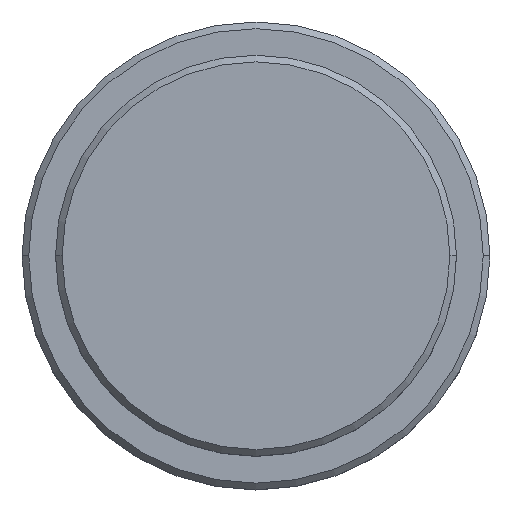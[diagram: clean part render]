
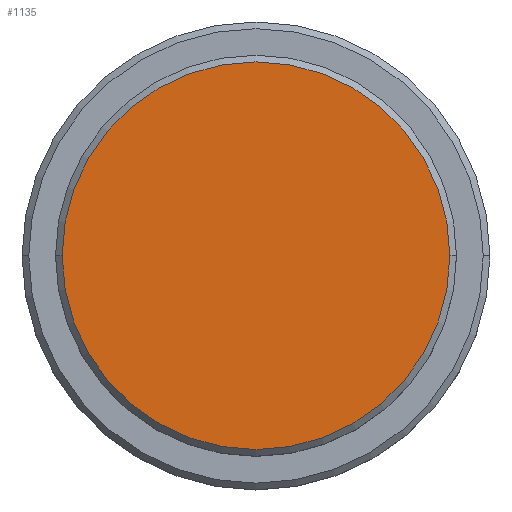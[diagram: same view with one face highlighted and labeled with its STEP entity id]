
A CAD part, top view. The second image highlights one B-rep face of the part: STEP entity #1135.
In plain terms, the highlighted planar face has unit normal (0, 0, 1).
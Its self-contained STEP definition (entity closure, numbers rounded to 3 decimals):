
#27 = PLANE ( 'NONE',  #271 ) ;
#42 = CIRCLE ( 'NONE', #289, 14.5 ) ;
#154 = AXIS2_PLACEMENT_3D ( 'NONE', #1205, #1317, #1129 ) ;
#228 = EDGE_CURVE ( 'NONE', #1347, #1221, #836, .T. ) ;
#271 = AXIS2_PLACEMENT_3D ( 'NONE', #326, #463, #320 ) ;
#289 = AXIS2_PLACEMENT_3D ( 'NONE', #772, #986, #450 ) ;
#320 = DIRECTION ( 'NONE',  ( 1., 0., 0. ) ) ;
#325 = EDGE_LOOP ( 'NONE', ( #684, #1090 ) ) ;
#326 = CARTESIAN_POINT ( 'NONE',  ( 0., 0., 0. ) ) ;
#450 = DIRECTION ( 'NONE',  ( 1., 0., 0. ) ) ;
#463 = DIRECTION ( 'NONE',  ( 0., 0., 1. ) ) ;
#623 = EDGE_CURVE ( 'NONE', #1221, #1347, #42, .T. ) ;
#684 = ORIENTED_EDGE ( 'NONE', *, *, #228, .T. ) ;
#716 = CARTESIAN_POINT ( 'NONE',  ( -14.5, 0., 0. ) ) ;
#772 = CARTESIAN_POINT ( 'NONE',  ( 0., 0., 0. ) ) ;
#836 = CIRCLE ( 'NONE', #154, 14.5 ) ;
#986 = DIRECTION ( 'NONE',  ( 0., 0., 1. ) ) ;
#1090 = ORIENTED_EDGE ( 'NONE', *, *, #623, .T. ) ;
#1129 = DIRECTION ( 'NONE',  ( 1., 0., 0. ) ) ;
#1135 = ADVANCED_FACE ( 'NONE', ( #1307 ), #27, .T. ) ;
#1145 = CARTESIAN_POINT ( 'NONE',  ( 14.5, 0., 0. ) ) ;
#1205 = CARTESIAN_POINT ( 'NONE',  ( 0., 0., 0. ) ) ;
#1221 = VERTEX_POINT ( 'NONE', #1145 ) ;
#1307 = FACE_OUTER_BOUND ( 'NONE', #325, .T. ) ;
#1317 = DIRECTION ( 'NONE',  ( 0., 0., 1. ) ) ;
#1347 = VERTEX_POINT ( 'NONE', #716 ) ;
